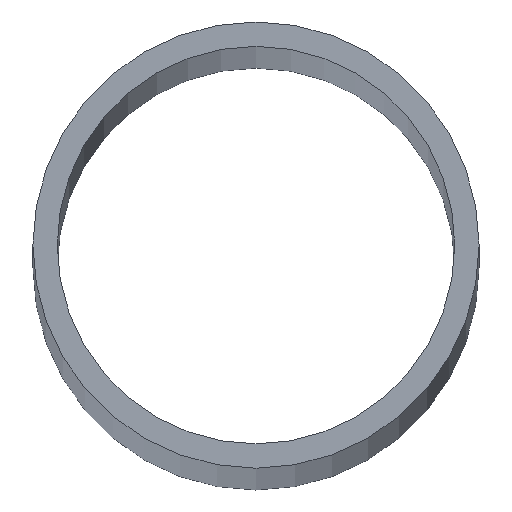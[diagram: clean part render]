
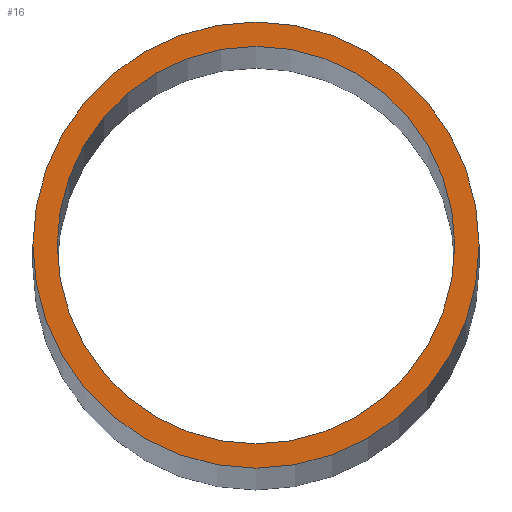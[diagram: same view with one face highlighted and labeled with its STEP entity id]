
A CAD part, top view. The second image highlights one B-rep face of the part: STEP entity #16.
In plain terms, the highlighted planar face has unit normal (0, 0, 1).
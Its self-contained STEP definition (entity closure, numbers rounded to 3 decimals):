
#4 = EDGE_CURVE ( 'NONE', #209, #75, #243, .T. ) ;
#10 = DIRECTION ( 'NONE',  ( 0., 0., 1. ) ) ;
#16 = ADVANCED_FACE ( 'NONE', ( #27, #105 ), #43, .T. ) ;
#25 = CARTESIAN_POINT ( 'NONE',  ( 0., 0., 280. ) ) ;
#27 = FACE_BOUND ( 'NONE', #211, .T. ) ;
#36 = AXIS2_PLACEMENT_3D ( 'NONE', #146, #144, #147 ) ;
#43 = PLANE ( 'NONE',  #54 ) ;
#46 = EDGE_CURVE ( 'NONE', #189, #199, #185, .T. ) ;
#54 = AXIS2_PLACEMENT_3D ( 'NONE', #210, #10, #64 ) ;
#60 = AXIS2_PLACEMENT_3D ( 'NONE', #244, #163, #125 ) ;
#64 = DIRECTION ( 'NONE',  ( 1., 0., 0. ) ) ;
#69 = AXIS2_PLACEMENT_3D ( 'NONE', #25, #87, #213 ) ;
#75 = VERTEX_POINT ( 'NONE', #108 ) ;
#80 = ORIENTED_EDGE ( 'NONE', *, *, #4, .T. ) ;
#87 = DIRECTION ( 'NONE',  ( 0., 0., 1. ) ) ;
#89 = CARTESIAN_POINT ( 'NONE',  ( 4.455, 0., 280. ) ) ;
#90 = CIRCLE ( 'NONE', #60, 5. ) ;
#105 = FACE_OUTER_BOUND ( 'NONE', #159, .T. ) ;
#108 = CARTESIAN_POINT ( 'NONE',  ( 5., 0., 280. ) ) ;
#119 = CARTESIAN_POINT ( 'NONE',  ( 0., 0., 280. ) ) ;
#122 = EDGE_CURVE ( 'NONE', #199, #189, #157, .T. ) ;
#125 = DIRECTION ( 'NONE',  ( 1., 0., 0. ) ) ;
#141 = CARTESIAN_POINT ( 'NONE',  ( -4.455, 0., 280. ) ) ;
#144 = DIRECTION ( 'NONE',  ( 0., 0., -1. ) ) ;
#146 = CARTESIAN_POINT ( 'NONE',  ( 0., 0., 280. ) ) ;
#147 = DIRECTION ( 'NONE',  ( 1., 0., 0. ) ) ;
#156 = DIRECTION ( 'NONE',  ( 1., 0., 0. ) ) ;
#157 = CIRCLE ( 'NONE', #36, 4.455 ) ;
#159 = EDGE_LOOP ( 'NONE', ( #230, #80 ) ) ;
#163 = DIRECTION ( 'NONE',  ( 0., 0., 1. ) ) ;
#168 = CARTESIAN_POINT ( 'NONE',  ( -5., 0., 280. ) ) ;
#180 = ORIENTED_EDGE ( 'NONE', *, *, #46, .T. ) ;
#183 = EDGE_CURVE ( 'NONE', #75, #209, #90, .T. ) ;
#185 = CIRCLE ( 'NONE', #190, 4.455 ) ;
#189 = VERTEX_POINT ( 'NONE', #89 ) ;
#190 = AXIS2_PLACEMENT_3D ( 'NONE', #119, #198, #156 ) ;
#196 = ORIENTED_EDGE ( 'NONE', *, *, #122, .T. ) ;
#198 = DIRECTION ( 'NONE',  ( 0., 0., -1. ) ) ;
#199 = VERTEX_POINT ( 'NONE', #141 ) ;
#209 = VERTEX_POINT ( 'NONE', #168 ) ;
#210 = CARTESIAN_POINT ( 'NONE',  ( 0., 0., 280. ) ) ;
#211 = EDGE_LOOP ( 'NONE', ( #180, #196 ) ) ;
#213 = DIRECTION ( 'NONE',  ( 1., 0., 0. ) ) ;
#230 = ORIENTED_EDGE ( 'NONE', *, *, #183, .T. ) ;
#243 = CIRCLE ( 'NONE', #69, 5. ) ;
#244 = CARTESIAN_POINT ( 'NONE',  ( 0., 0., 280. ) ) ;
